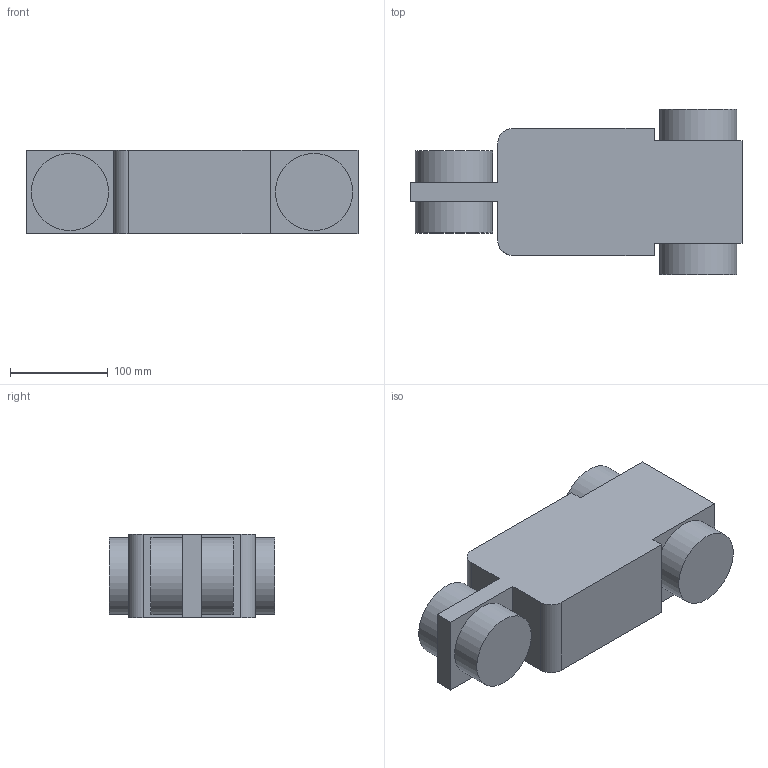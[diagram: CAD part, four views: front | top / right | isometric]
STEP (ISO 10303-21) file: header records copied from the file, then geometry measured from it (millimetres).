
FILE_DESCRIPTION(/* description */ (''),/* implementation_level */ '2;1');
FILE_NAME(/* name */ 'body.step',/* time_stamp */ '2021-01-29T00:06:11-05:00',/* author */ ('DELL'),/* organization */ (''),/* preprocessor_version */ 'ST-DEVELOPER v18',/* originating_system */ 'Autodesk Inventor 2020',/* authorisation */ '');
FILE_SCHEMA (('AUTOMOTIVE_DESIGN { 1 0 10303 214 3 1 1 }'));
Length unit declared in the file: millimetre
Products named in the file (1): body
Bounding box: 340 x 169 x 85 mm (x, y, z)
Volume: 2257205.2 mm3; surface area: 249180.2 mm2
Topology: 1 solids, 2 shells, 34 faces, 78 edges, 52 vertices
Faces by surface type: plane 28, cylinder 6
Full cylindrical faces by diameter (mm): 79 x4
Entity records: 993 total; most frequent: CARTESIAN_POINT 165, DIRECTION 160, ORIENTED_EDGE 156, EDGE_CURVE 78, LINE 66, VECTOR 66, VERTEX_POINT 52, AXIS2_PLACEMENT_3D 47
